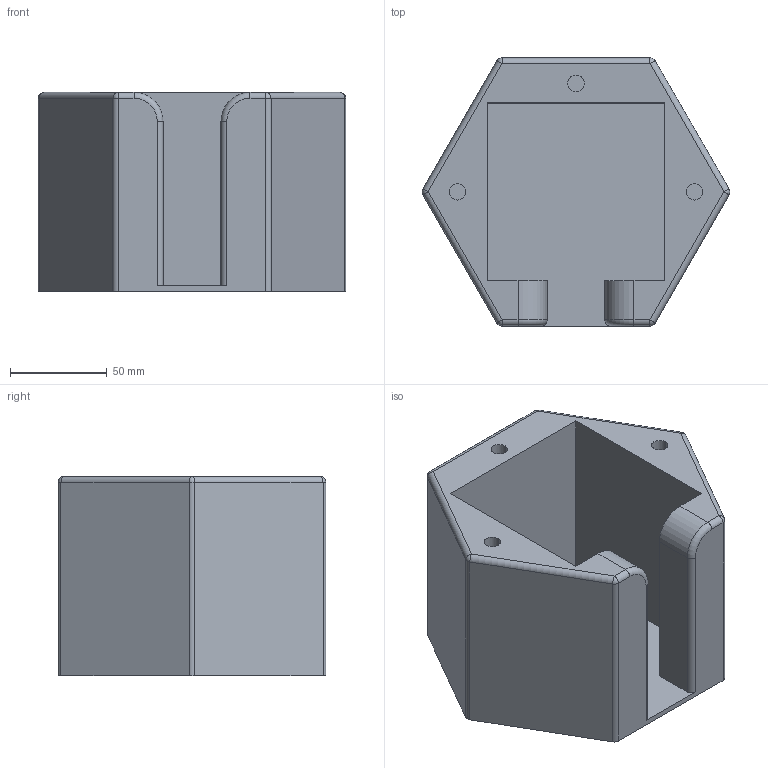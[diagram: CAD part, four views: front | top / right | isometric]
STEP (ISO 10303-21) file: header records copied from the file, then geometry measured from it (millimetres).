
FILE_DESCRIPTION(('Creo Elements/Direct Modeling STEP Export'),'2;1');
FILE_NAME('Box-30-R15-Hexagon-BIC.stp','2022-11-18T 4:07:09',(''),(''),'Creo Elements/Direct Modeling STEP processor for AP214 (Solid Model)','Creo Elements/Direct Modeling 20.3A 20-Jun-2020 (C) Parametric Technology GmbH','');
FILE_SCHEMA(('AUTOMOTIVE_DESIGN { 1 0 10303 214 1 1 1 1 }'));
Length unit declared in the file: millimetre
Products named in the file (2): Box-30-R15-Hexagon-BIC
Assembly tree (1 placements, depth 2):
  Box-30-R15-Hexagon-BIC
    Box-30-R15-Hexagon-BIC
Bounding box: 159.07 x 138.56 x 103 mm (x, y, z)
Volume: 779876.2 mm3; surface area: 122642 mm2
Topology: 1 solids, 1 shells, 50 faces, 119 edges, 68 vertices
Faces by surface type: cylinder 23, plane 19, sphere 6, torus 2
Entity records: 1391 total; most frequent: DIRECTION 249, ORIENTED_EDGE 226, CARTESIAN_POINT 224, EDGE_CURVE 113, AXIS2_PLACEMENT_3D 93, VERTEX_POINT 68, VECTOR 63, LINE 63
